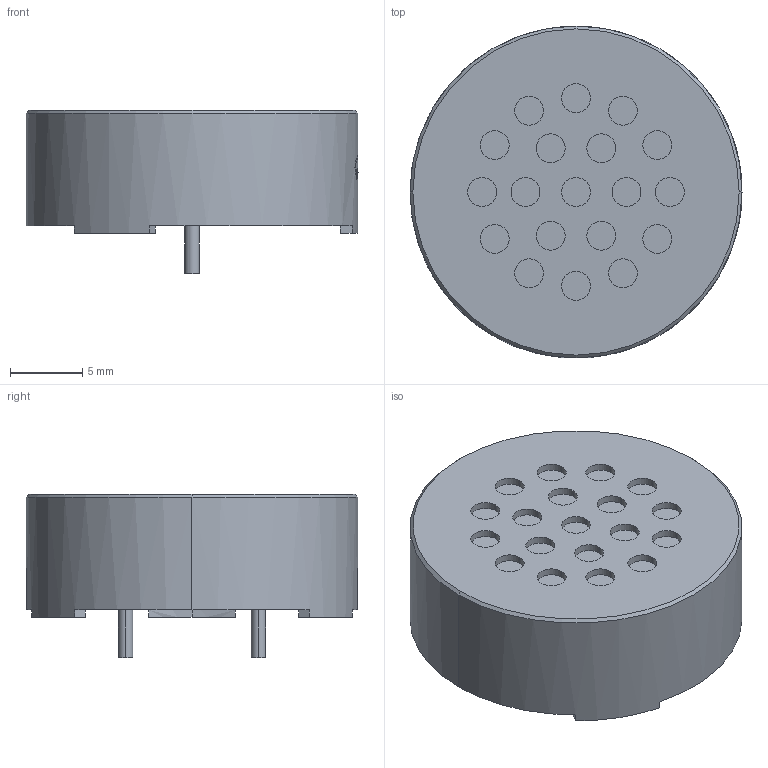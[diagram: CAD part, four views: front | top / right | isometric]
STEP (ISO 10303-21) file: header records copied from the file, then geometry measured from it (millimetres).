
FILE_DESCRIPTION (( 'STEP AP214' ), '1' );
FILE_NAME ('BEEP-TH_BD23.2-P9.20-D1.0.step', '2022-08-04T02:25:30', ( '' ), ( '' ), 'SwSTEP 2.0', 'SolidWorks 2020', '' );
FILE_SCHEMA (( 'AUTOMOTIVE_DESIGN' ));
Length unit declared in the file: millimetre
Products named in the file (1): BEEP-TH_BD23.2-P9.20-D1.0
Bounding box: 23 x 23 x 11.3 mm (x, y, z)
Volume: 3019.1 mm3; surface area: 1559.8 mm2
Topology: 1 solids, 1 shells, 387 faces, 1005 edges, 668 vertices
Faces by surface type: bspline 185, plane 130, cylinder 66, torus 4, cone 2
Entity records: 21713 total; most frequent: CARTESIAN_POINT 9635, ORIENTED_EDGE 2010, EDGE_CURVE 1005, DIRECTION 884, VERTEX_POINT 668, B_SPLINE_CURVE_WITH_KNOTS 641, EDGE_LOOP 435, UNCERTAINTY_MEASURE_WITH_UNIT 390
